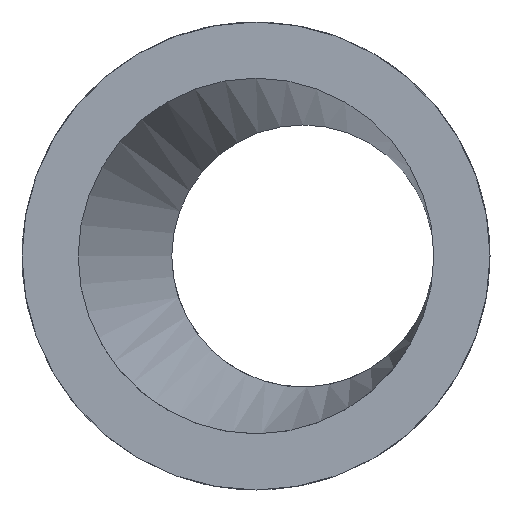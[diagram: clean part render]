
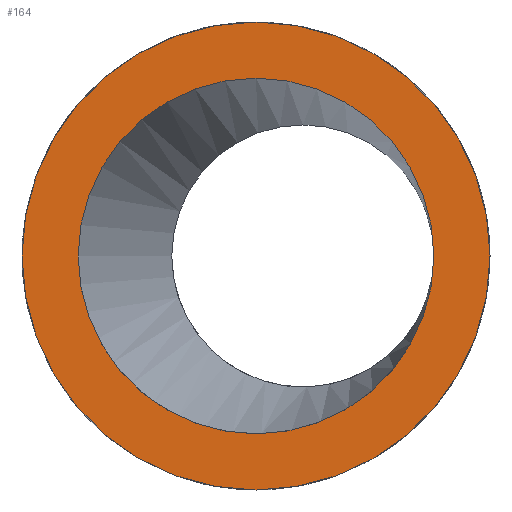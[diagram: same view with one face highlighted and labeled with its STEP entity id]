
A CAD part, left-side view. The second image highlights one B-rep face of the part: STEP entity #164.
In plain terms, the highlighted planar face has unit normal (-1, 0, 0).
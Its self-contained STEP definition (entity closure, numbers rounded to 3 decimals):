
#16=FACE_BOUND('',#64,.T.);
#18=PLANE('',#200);
#39=CIRCLE('',#197,9.5);
#40=CIRCLE('',#199,12.5);
#52=FACE_OUTER_BOUND('',#63,.T.);
#63=EDGE_LOOP('',(#151));
#64=EDGE_LOOP('',(#152));
#85=VERTEX_POINT('',#542);
#86=VERTEX_POINT('',#546);
#106=EDGE_CURVE('',#85,#85,#39,.T.);
#108=EDGE_CURVE('',#86,#86,#40,.T.);
#151=ORIENTED_EDGE('',*,*,#108,.F.);
#152=ORIENTED_EDGE('',*,*,#106,.F.);
#164=ADVANCED_FACE('',(#52,#16),#18,.F.);
#197=AXIS2_PLACEMENT_3D('',#544,#230,#231);
#199=AXIS2_PLACEMENT_3D('',#548,#235,#236);
#200=AXIS2_PLACEMENT_3D('',#549,#237,#238);
#230=DIRECTION('center_axis',(-1.,0.,0.));
#231=DIRECTION('ref_axis',(0.,-1.,0.));
#235=DIRECTION('center_axis',(1.,0.,0.));
#236=DIRECTION('ref_axis',(0.,1.,0.));
#237=DIRECTION('center_axis',(1.,0.,0.));
#238=DIRECTION('ref_axis',(0.,0.,-1.));
#542=CARTESIAN_POINT('',(0.,12.,0.));
#544=CARTESIAN_POINT('Origin',(0.,2.5,0.));
#546=CARTESIAN_POINT('',(0.,-10.,0.));
#548=CARTESIAN_POINT('Origin',(0.,2.5,0.));
#549=CARTESIAN_POINT('Origin',(0.,2.5,0.));
